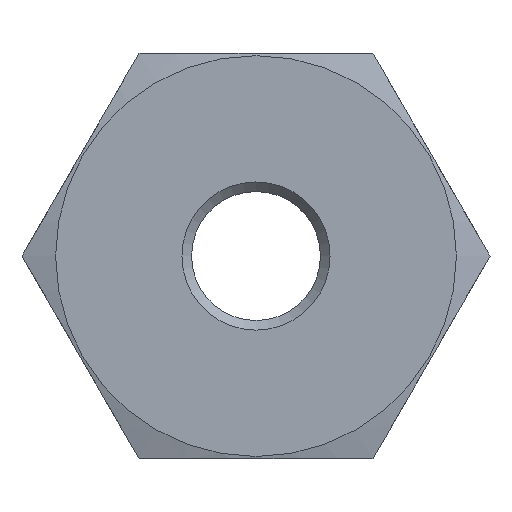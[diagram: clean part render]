
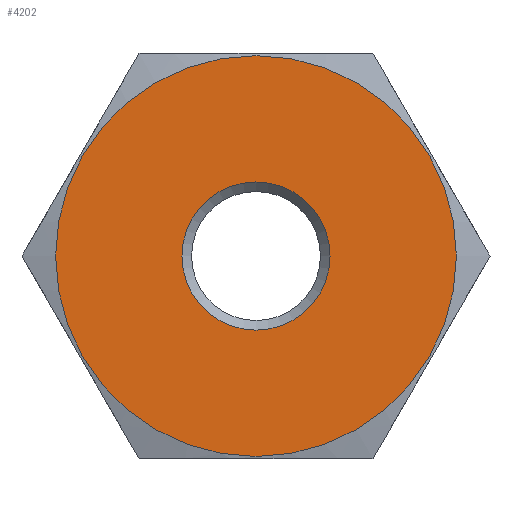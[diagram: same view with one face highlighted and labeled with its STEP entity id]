
A CAD part, left-side view. The second image highlights one B-rep face of the part: STEP entity #4202.
In plain terms, the highlighted planar face has unit normal (-1, 0, 0).
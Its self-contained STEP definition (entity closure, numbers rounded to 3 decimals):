
#110 = EDGE_LOOP ( 'NONE', ( #1294 ) ) ;
#583 = AXIS2_PLACEMENT_3D ( 'NONE', #8352, #8199, #13176 ) ;
#858 = DIRECTION ( 'NONE',  ( 0., 0., -1. ) ) ;
#999 = EDGE_CURVE ( 'NONE', #4512, #4512, #5772, .T. ) ;
#1294 = ORIENTED_EDGE ( 'NONE', *, *, #9025, .T. ) ;
#2150 = CARTESIAN_POINT ( 'NONE',  ( 0., 0., 17.8 ) ) ;
#2168 = AXIS2_PLACEMENT_3D ( 'NONE', #7827, #14503, #15708 ) ;
#3086 = PLANE ( 'NONE',  #11623 ) ;
#3788 = EDGE_LOOP ( 'NONE', ( #11394 ) ) ;
#4202 = ADVANCED_FACE ( 'NONE', ( #7060, #10822 ), #3086, .F. ) ;
#4375 = CARTESIAN_POINT ( 'NONE',  ( 0., 21., 0. ) ) ;
#4512 = VERTEX_POINT ( 'NONE', #13245 ) ;
#5772 = CIRCLE ( 'NONE', #583, 6.579 ) ;
#7060 = FACE_BOUND ( 'NONE', #3788, .T. ) ;
#7827 = CARTESIAN_POINT ( 'NONE',  ( 0., 0., 0. ) ) ;
#8199 = DIRECTION ( 'NONE',  ( -1., 0., 0. ) ) ;
#8352 = CARTESIAN_POINT ( 'NONE',  ( 0., 0., 0. ) ) ;
#8701 = CIRCLE ( 'NONE', #2168, 17.8 ) ;
#9025 = EDGE_CURVE ( 'NONE', #14320, #14320, #8701, .T. ) ;
#9579 = DIRECTION ( 'NONE',  ( 1., 0., 0. ) ) ;
#10822 = FACE_OUTER_BOUND ( 'NONE', #110, .T. ) ;
#11394 = ORIENTED_EDGE ( 'NONE', *, *, #999, .F. ) ;
#11623 = AXIS2_PLACEMENT_3D ( 'NONE', #4375, #9579, #858 ) ;
#13176 = DIRECTION ( 'NONE',  ( 0., 0., 1. ) ) ;
#13245 = CARTESIAN_POINT ( 'NONE',  ( 0., 0., 6.579 ) ) ;
#14320 = VERTEX_POINT ( 'NONE', #2150 ) ;
#14503 = DIRECTION ( 'NONE',  ( -1., 0., 0. ) ) ;
#15708 = DIRECTION ( 'NONE',  ( 0., 0., 1. ) ) ;
